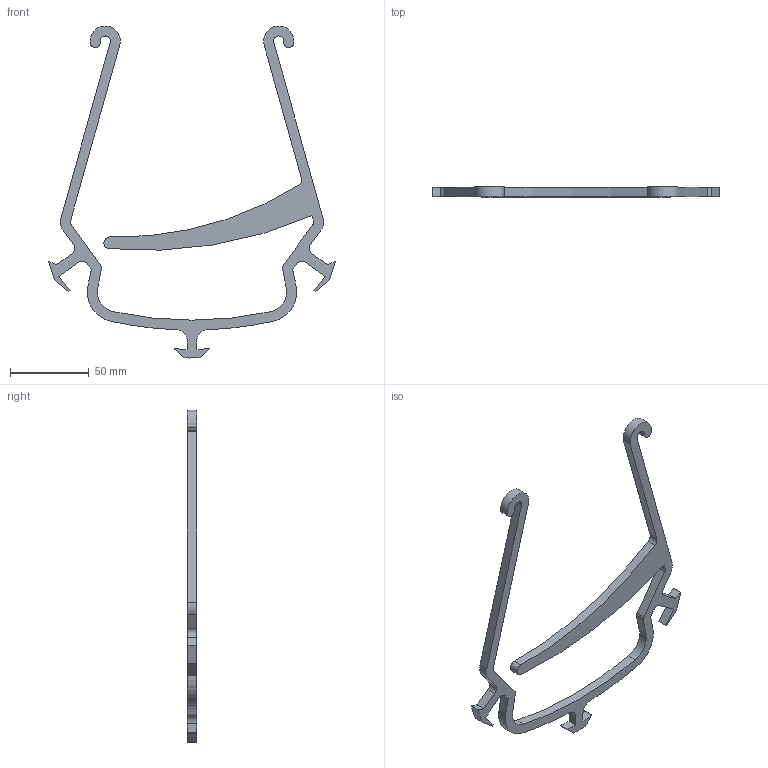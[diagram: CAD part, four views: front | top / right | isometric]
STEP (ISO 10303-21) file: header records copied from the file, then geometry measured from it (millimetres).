
FILE_DESCRIPTION(/* description */ (''),/* implementation_level */ '2;1');
FILE_NAME(/* name */ 'Face Shield Frame V2.1.step',/* time_stamp */ '2020-03-18T12:10:13-05:00',/* author */ (''),/* organization */ (''),/* preprocessor_version */ 'ST-DEVELOPER v18',/* originating_system */ 'Autodesk Translation Framework v8.12.0.6',/* authorisation */ '');
FILE_SCHEMA (('AUTOMOTIVE_DESIGN { 1 0 10303 214 3 1 1 }'));
Length unit declared in the file: inch
Products named in the file (1): FusionComponent
Bounding box: 182.82 x 6.1 x 211.31 mm (x, y, z)
Volume: 35117.5 mm3; surface area: 20795.7 mm2
Topology: 1 solids, 1 shells, 75 faces, 219 edges, 146 vertices
Faces by surface type: plane 43, cylinder 32
Entity records: 2539 total; most frequent: CARTESIAN_POINT 441, ORIENTED_EDGE 438, DIRECTION 435, EDGE_CURVE 219, LINE 155, VECTOR 155, VERTEX_POINT 146, AXIS2_PLACEMENT_3D 140
